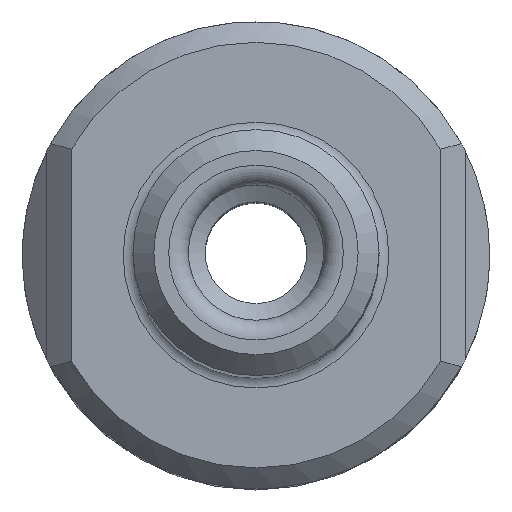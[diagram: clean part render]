
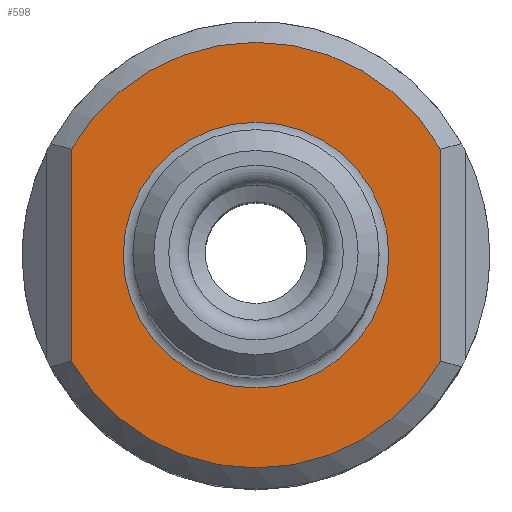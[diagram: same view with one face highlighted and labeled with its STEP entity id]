
A CAD part, top view. The second image highlights one B-rep face of the part: STEP entity #598.
In plain terms, the highlighted planar face has unit normal (0, 0, 1).
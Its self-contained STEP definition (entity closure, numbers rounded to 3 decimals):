
#25=PLANE('',#648);
#38=LINE('',#876,#48);
#39=LINE('',#881,#49);
#48=VECTOR('',#740,1000.);
#49=VECTOR('',#743,1000.);
#90=ORIENTED_EDGE('',*,*,#180,.F.);
#91=ORIENTED_EDGE('',*,*,#181,.F.);
#92=ORIENTED_EDGE('',*,*,#182,.T.);
#93=ORIENTED_EDGE('',*,*,#183,.F.);
#94=ORIENTED_EDGE('',*,*,#184,.T.);
#180=EDGE_CURVE('',#225,#225,#252,.T.);
#181=EDGE_CURVE('',#226,#227,#38,.T.);
#182=EDGE_CURVE('',#226,#228,#253,.F.);
#183=EDGE_CURVE('',#229,#228,#39,.T.);
#184=EDGE_CURVE('',#229,#227,#254,.F.);
#225=VERTEX_POINT('',#875);
#226=VERTEX_POINT('',#877);
#227=VERTEX_POINT('',#878);
#228=VERTEX_POINT('',#880);
#229=VERTEX_POINT('',#882);
#252=CIRCLE('',#649,5.4);
#253=CIRCLE('',#650,8.65);
#254=CIRCLE('',#651,8.65);
#276=EDGE_LOOP('',(#90));
#277=EDGE_LOOP('',(#91,#92,#93,#94));
#328=FACE_BOUND('',#276,.T.);
#329=FACE_BOUND('',#277,.T.);
#598=ADVANCED_FACE('',(#328,#329),#25,.F.);
#648=AXIS2_PLACEMENT_3D('',#873,#736,#737);
#649=AXIS2_PLACEMENT_3D('',#874,#738,#739);
#650=AXIS2_PLACEMENT_3D('',#879,#741,#742);
#651=AXIS2_PLACEMENT_3D('',#883,#744,#745);
#736=DIRECTION('',(0.,0.,-1.));
#737=DIRECTION('',(-1.,0.,0.));
#738=DIRECTION('',(0.,0.,1.));
#739=DIRECTION('',(1.,0.,0.));
#740=DIRECTION('',(0.,1.,0.));
#741=DIRECTION('',(0.,0.,-1.));
#742=DIRECTION('',(-1.,0.,0.));
#743=DIRECTION('',(0.,-1.,0.));
#744=DIRECTION('',(0.,0.,-1.));
#745=DIRECTION('',(-1.,0.,0.));
#873=CARTESIAN_POINT('',(9.5,0.,38.5));
#874=CARTESIAN_POINT('',(0.,0.,38.5));
#875=CARTESIAN_POINT('',(5.4,0.,38.5));
#876=CARTESIAN_POINT('',(-7.5,0.,38.5));
#877=CARTESIAN_POINT('',(-7.5,-4.31,38.5));
#878=CARTESIAN_POINT('',(-7.5,4.31,38.5));
#879=CARTESIAN_POINT('',(0.,0.,38.5));
#880=CARTESIAN_POINT('',(7.5,-4.31,38.5));
#881=CARTESIAN_POINT('',(7.5,0.,38.5));
#882=CARTESIAN_POINT('',(7.5,4.31,38.5));
#883=CARTESIAN_POINT('',(0.,0.,38.5));
